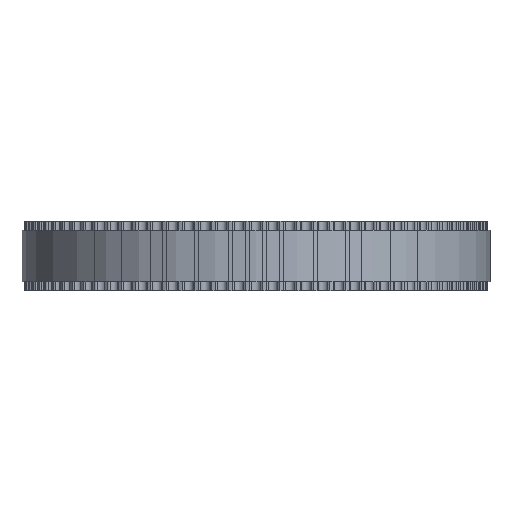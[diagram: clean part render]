
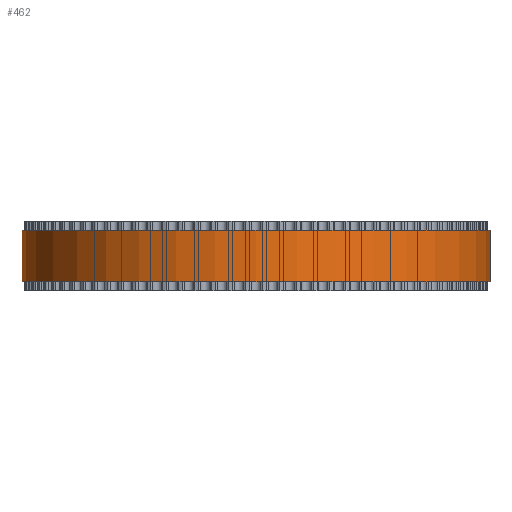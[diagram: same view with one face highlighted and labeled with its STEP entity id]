
A CAD part, front view. The second image highlights one B-rep face of the part: STEP entity #462.
In plain terms, the highlighted cylindrical face has radius 27.056 mm (diameter 54.113 mm), a full revolution.
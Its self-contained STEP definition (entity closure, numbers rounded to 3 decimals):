
#97=FACE_BOUND('',#1488,.T.);
#98=FACE_BOUND('',#1489,.T.);
#462=ADVANCED_FACE('',(#97,#98),#803,.T.);
#803=CYLINDRICAL_SURFACE('',#7623,27.056);
#1488=EDGE_LOOP('',(#4210));
#1489=EDGE_LOOP('',(#4211));
#4210=ORIENTED_EDGE('',*,*,#5914,.T.);
#4211=ORIENTED_EDGE('',*,*,#5915,.T.);
#4892=VERTEX_POINT('',#12060);
#4893=VERTEX_POINT('',#12062);
#5914=EDGE_CURVE('',#4892,#4892,#6596,.T.);
#5915=EDGE_CURVE('',#4893,#4893,#6597,.T.);
#6596=CIRCLE('',#7621,27.056);
#6597=CIRCLE('',#7622,27.056);
#7621=AXIS2_PLACEMENT_3D('',#12059,#10010,#10011);
#7622=AXIS2_PLACEMENT_3D('',#12061,#10012,#10013);
#7623=AXIS2_PLACEMENT_3D('',#12063,#10014,#10015);
#10010=DIRECTION('',(0.,0.,1.));
#10011=DIRECTION('',(1.,0.,0.));
#10012=DIRECTION('',(0.,0.,-1.));
#10013=DIRECTION('',(1.,0.,0.));
#10014=DIRECTION('',(0.,0.,1.));
#10015=DIRECTION('',(1.,0.,0.));
#12059=CARTESIAN_POINT('',(0.,0.,1.));
#12060=CARTESIAN_POINT('',(27.056,0.,1.));
#12061=CARTESIAN_POINT('',(0.,0.,7.));
#12062=CARTESIAN_POINT('',(27.056,0.,7.));
#12063=CARTESIAN_POINT('',(0.,0.,1.));
